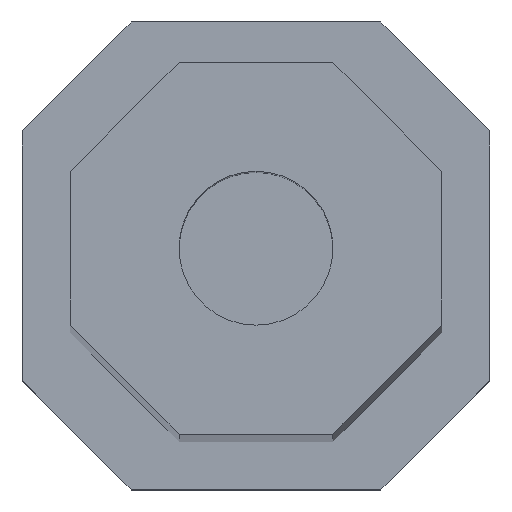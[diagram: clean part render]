
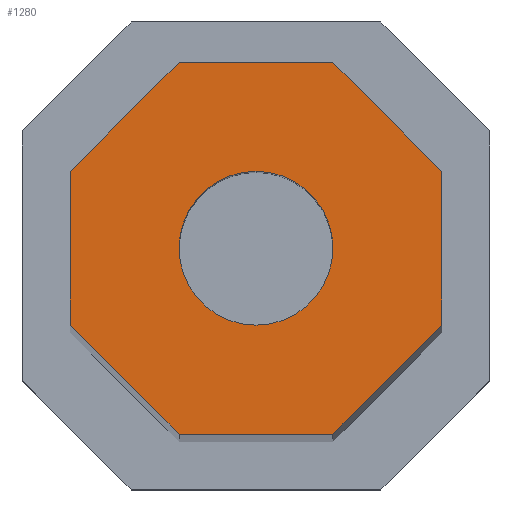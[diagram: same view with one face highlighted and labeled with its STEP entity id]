
A CAD part, top view. The second image highlights one B-rep face of the part: STEP entity #1280.
In plain terms, the highlighted planar face has unit normal (0, 0, 1).
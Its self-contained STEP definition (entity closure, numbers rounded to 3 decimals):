
#346 = PLANE('',#347);
#347 = AXIS2_PLACEMENT_3D('',#348,#349,#350);
#348 = CARTESIAN_POINT('',(-2.9,2.9,0.));
#349 = DIRECTION('',(1.,0.,-0.));
#350 = DIRECTION('',(0.,-1.,0.));
#374 = PLANE('',#375);
#375 = AXIS2_PLACEMENT_3D('',#376,#377,#378);
#376 = CARTESIAN_POINT('',(-2.05,-2.05,0.));
#377 = DIRECTION('',(-0.707,-0.707,0.));
#378 = DIRECTION('',(-0.,-0.,-1.));
#402 = PLANE('',#403);
#403 = AXIS2_PLACEMENT_3D('',#404,#405,#406);
#404 = CARTESIAN_POINT('',(-2.9,-2.9,0.));
#405 = DIRECTION('',(0.,1.,0.));
#406 = DIRECTION('',(1.,0.,0.));
#430 = PLANE('',#431);
#431 = AXIS2_PLACEMENT_3D('',#432,#433,#434);
#432 = CARTESIAN_POINT('',(2.05,-2.05,0.));
#433 = DIRECTION('',(0.707,-0.707,0.));
#434 = DIRECTION('',(0.,0.,1.));
#458 = PLANE('',#459);
#459 = AXIS2_PLACEMENT_3D('',#460,#461,#462);
#460 = CARTESIAN_POINT('',(2.9,-2.9,0.));
#461 = DIRECTION('',(-1.,0.,0.));
#462 = DIRECTION('',(0.,1.,0.));
#486 = PLANE('',#487);
#487 = AXIS2_PLACEMENT_3D('',#488,#489,#490);
#488 = CARTESIAN_POINT('',(2.05,2.05,0.));
#489 = DIRECTION('',(0.707,0.707,0.));
#490 = DIRECTION('',(0.,-0.,1.));
#514 = PLANE('',#515);
#515 = AXIS2_PLACEMENT_3D('',#516,#517,#518);
#516 = CARTESIAN_POINT('',(2.9,2.9,0.));
#517 = DIRECTION('',(0.,-1.,0.));
#518 = DIRECTION('',(-1.,0.,0.));
#540 = PLANE('',#541);
#541 = AXIS2_PLACEMENT_3D('',#542,#543,#544);
#542 = CARTESIAN_POINT('',(-2.05,2.05,0.));
#543 = DIRECTION('',(-0.707,0.707,0.));
#544 = DIRECTION('',(0.,0.,1.));
#889 = VERTEX_POINT('',#890);
#890 = CARTESIAN_POINT('',(-2.9,1.2,68.7));
#911 = EDGE_CURVE('',#889,#912,#914,.T.);
#912 = VERTEX_POINT('',#913);
#913 = CARTESIAN_POINT('',(-2.9,-1.2,68.7));
#914 = SURFACE_CURVE('',#915,(#919,#926),.PCURVE_S1.);
#915 = LINE('',#916,#917);
#916 = CARTESIAN_POINT('',(-2.9,2.9,68.7));
#917 = VECTOR('',#918,1.);
#918 = DIRECTION('',(0.,-1.,0.));
#919 = PCURVE('',#346,#920);
#920 = DEFINITIONAL_REPRESENTATION('',(#921),#925);
#921 = LINE('',#922,#923);
#922 = CARTESIAN_POINT('',(0.,-68.7));
#923 = VECTOR('',#924,1.);
#924 = DIRECTION('',(1.,0.));
#925 = ( GEOMETRIC_REPRESENTATION_CONTEXT(2) 
PARAMETRIC_REPRESENTATION_CONTEXT() REPRESENTATION_CONTEXT('2D SPACE',''
  ) );
#926 = PCURVE('',#927,#932);
#927 = PLANE('',#928);
#928 = AXIS2_PLACEMENT_3D('',#929,#930,#931);
#929 = CARTESIAN_POINT('',(0.,0.,68.7));
#930 = DIRECTION('',(0.,0.,1.));
#931 = DIRECTION('',(1.,0.,-0.));
#932 = DEFINITIONAL_REPRESENTATION('',(#933),#937);
#933 = LINE('',#934,#935);
#934 = CARTESIAN_POINT('',(-2.9,2.9));
#935 = VECTOR('',#936,1.);
#936 = DIRECTION('',(0.,-1.));
#937 = ( GEOMETRIC_REPRESENTATION_CONTEXT(2) 
PARAMETRIC_REPRESENTATION_CONTEXT() REPRESENTATION_CONTEXT('2D SPACE',''
  ) );
#965 = EDGE_CURVE('',#889,#966,#968,.T.);
#966 = VERTEX_POINT('',#967);
#967 = CARTESIAN_POINT('',(-1.2,2.9,68.7));
#968 = SURFACE_CURVE('',#969,(#973,#980),.PCURVE_S1.);
#969 = LINE('',#970,#971);
#970 = CARTESIAN_POINT('',(-2.05,2.05,68.7));
#971 = VECTOR('',#972,1.);
#972 = DIRECTION('',(0.707,0.707,-0.));
#973 = PCURVE('',#540,#974);
#974 = DEFINITIONAL_REPRESENTATION('',(#975),#979);
#975 = LINE('',#976,#977);
#976 = CARTESIAN_POINT('',(68.7,0.));
#977 = VECTOR('',#978,1.);
#978 = DIRECTION('',(0.,1.));
#979 = ( GEOMETRIC_REPRESENTATION_CONTEXT(2) 
PARAMETRIC_REPRESENTATION_CONTEXT() REPRESENTATION_CONTEXT('2D SPACE',''
  ) );
#980 = PCURVE('',#927,#981);
#981 = DEFINITIONAL_REPRESENTATION('',(#982),#986);
#982 = LINE('',#983,#984);
#983 = CARTESIAN_POINT('',(-2.05,2.05));
#984 = VECTOR('',#985,1.);
#985 = DIRECTION('',(0.707,0.707));
#986 = ( GEOMETRIC_REPRESENTATION_CONTEXT(2) 
PARAMETRIC_REPRESENTATION_CONTEXT() REPRESENTATION_CONTEXT('2D SPACE',''
  ) );
#1014 = EDGE_CURVE('',#912,#1015,#1017,.T.);
#1015 = VERTEX_POINT('',#1016);
#1016 = CARTESIAN_POINT('',(-1.2,-2.9,68.7));
#1017 = SURFACE_CURVE('',#1018,(#1022,#1029),.PCURVE_S1.);
#1018 = LINE('',#1019,#1020);
#1019 = CARTESIAN_POINT('',(-2.05,-2.05,68.7));
#1020 = VECTOR('',#1021,1.);
#1021 = DIRECTION('',(0.707,-0.707,0.));
#1022 = PCURVE('',#374,#1023);
#1023 = DEFINITIONAL_REPRESENTATION('',(#1024),#1028);
#1024 = LINE('',#1025,#1026);
#1025 = CARTESIAN_POINT('',(-68.7,0.));
#1026 = VECTOR('',#1027,1.);
#1027 = DIRECTION('',(-0.,1.));
#1028 = ( GEOMETRIC_REPRESENTATION_CONTEXT(2) 
PARAMETRIC_REPRESENTATION_CONTEXT() REPRESENTATION_CONTEXT('2D SPACE',''
  ) );
#1029 = PCURVE('',#927,#1030);
#1030 = DEFINITIONAL_REPRESENTATION('',(#1031),#1035);
#1031 = LINE('',#1032,#1033);
#1032 = CARTESIAN_POINT('',(-2.05,-2.05));
#1033 = VECTOR('',#1034,1.);
#1034 = DIRECTION('',(0.707,-0.707));
#1035 = ( GEOMETRIC_REPRESENTATION_CONTEXT(2) 
PARAMETRIC_REPRESENTATION_CONTEXT() REPRESENTATION_CONTEXT('2D SPACE',''
  ) );
#1063 = VERTEX_POINT('',#1064);
#1064 = CARTESIAN_POINT('',(1.2,2.9,68.7));
#1085 = EDGE_CURVE('',#1063,#966,#1086,.T.);
#1086 = SURFACE_CURVE('',#1087,(#1091,#1098),.PCURVE_S1.);
#1087 = LINE('',#1088,#1089);
#1088 = CARTESIAN_POINT('',(2.9,2.9,68.7));
#1089 = VECTOR('',#1090,1.);
#1090 = DIRECTION('',(-1.,0.,0.));
#1091 = PCURVE('',#514,#1092);
#1092 = DEFINITIONAL_REPRESENTATION('',(#1093),#1097);
#1093 = LINE('',#1094,#1095);
#1094 = CARTESIAN_POINT('',(0.,-68.7));
#1095 = VECTOR('',#1096,1.);
#1096 = DIRECTION('',(1.,0.));
#1097 = ( GEOMETRIC_REPRESENTATION_CONTEXT(2) 
PARAMETRIC_REPRESENTATION_CONTEXT() REPRESENTATION_CONTEXT('2D SPACE',''
  ) );
#1098 = PCURVE('',#927,#1099);
#1099 = DEFINITIONAL_REPRESENTATION('',(#1100),#1104);
#1100 = LINE('',#1101,#1102);
#1101 = CARTESIAN_POINT('',(2.9,2.9));
#1102 = VECTOR('',#1103,1.);
#1103 = DIRECTION('',(-1.,0.));
#1104 = ( GEOMETRIC_REPRESENTATION_CONTEXT(2) 
PARAMETRIC_REPRESENTATION_CONTEXT() REPRESENTATION_CONTEXT('2D SPACE',''
  ) );
#1112 = EDGE_CURVE('',#1015,#1113,#1115,.T.);
#1113 = VERTEX_POINT('',#1114);
#1114 = CARTESIAN_POINT('',(1.2,-2.9,68.7));
#1115 = SURFACE_CURVE('',#1116,(#1120,#1127),.PCURVE_S1.);
#1116 = LINE('',#1117,#1118);
#1117 = CARTESIAN_POINT('',(-2.9,-2.9,68.7));
#1118 = VECTOR('',#1119,1.);
#1119 = DIRECTION('',(1.,0.,0.));
#1120 = PCURVE('',#402,#1121);
#1121 = DEFINITIONAL_REPRESENTATION('',(#1122),#1126);
#1122 = LINE('',#1123,#1124);
#1123 = CARTESIAN_POINT('',(0.,-68.7));
#1124 = VECTOR('',#1125,1.);
#1125 = DIRECTION('',(1.,0.));
#1126 = ( GEOMETRIC_REPRESENTATION_CONTEXT(2) 
PARAMETRIC_REPRESENTATION_CONTEXT() REPRESENTATION_CONTEXT('2D SPACE',''
  ) );
#1127 = PCURVE('',#927,#1128);
#1128 = DEFINITIONAL_REPRESENTATION('',(#1129),#1133);
#1129 = LINE('',#1130,#1131);
#1130 = CARTESIAN_POINT('',(-2.9,-2.9));
#1131 = VECTOR('',#1132,1.);
#1132 = DIRECTION('',(1.,0.));
#1133 = ( GEOMETRIC_REPRESENTATION_CONTEXT(2) 
PARAMETRIC_REPRESENTATION_CONTEXT() REPRESENTATION_CONTEXT('2D SPACE',''
  ) );
#1161 = EDGE_CURVE('',#1063,#1162,#1164,.T.);
#1162 = VERTEX_POINT('',#1163);
#1163 = CARTESIAN_POINT('',(2.9,1.2,68.7));
#1164 = SURFACE_CURVE('',#1165,(#1169,#1176),.PCURVE_S1.);
#1165 = LINE('',#1166,#1167);
#1166 = CARTESIAN_POINT('',(2.05,2.05,68.7));
#1167 = VECTOR('',#1168,1.);
#1168 = DIRECTION('',(0.707,-0.707,0.));
#1169 = PCURVE('',#486,#1170);
#1170 = DEFINITIONAL_REPRESENTATION('',(#1171),#1175);
#1171 = LINE('',#1172,#1173);
#1172 = CARTESIAN_POINT('',(68.7,0.));
#1173 = VECTOR('',#1174,1.);
#1174 = DIRECTION('',(0.,1.));
#1175 = ( GEOMETRIC_REPRESENTATION_CONTEXT(2) 
PARAMETRIC_REPRESENTATION_CONTEXT() REPRESENTATION_CONTEXT('2D SPACE',''
  ) );
#1176 = PCURVE('',#927,#1177);
#1177 = DEFINITIONAL_REPRESENTATION('',(#1178),#1182);
#1178 = LINE('',#1179,#1180);
#1179 = CARTESIAN_POINT('',(2.05,2.05));
#1180 = VECTOR('',#1181,1.);
#1181 = DIRECTION('',(0.707,-0.707));
#1182 = ( GEOMETRIC_REPRESENTATION_CONTEXT(2) 
PARAMETRIC_REPRESENTATION_CONTEXT() REPRESENTATION_CONTEXT('2D SPACE',''
  ) );
#1210 = VERTEX_POINT('',#1211);
#1211 = CARTESIAN_POINT('',(2.9,-1.2,68.7));
#1232 = EDGE_CURVE('',#1210,#1113,#1233,.T.);
#1233 = SURFACE_CURVE('',#1234,(#1238,#1245),.PCURVE_S1.);
#1234 = LINE('',#1235,#1236);
#1235 = CARTESIAN_POINT('',(2.05,-2.05,68.7));
#1236 = VECTOR('',#1237,1.);
#1237 = DIRECTION('',(-0.707,-0.707,0.));
#1238 = PCURVE('',#430,#1239);
#1239 = DEFINITIONAL_REPRESENTATION('',(#1240),#1244);
#1240 = LINE('',#1241,#1242);
#1241 = CARTESIAN_POINT('',(68.7,0.));
#1242 = VECTOR('',#1243,1.);
#1243 = DIRECTION('',(0.,1.));
#1244 = ( GEOMETRIC_REPRESENTATION_CONTEXT(2) 
PARAMETRIC_REPRESENTATION_CONTEXT() REPRESENTATION_CONTEXT('2D SPACE',''
  ) );
#1245 = PCURVE('',#927,#1246);
#1246 = DEFINITIONAL_REPRESENTATION('',(#1247),#1251);
#1247 = LINE('',#1248,#1249);
#1248 = CARTESIAN_POINT('',(2.05,-2.05));
#1249 = VECTOR('',#1250,1.);
#1250 = DIRECTION('',(-0.707,-0.707));
#1251 = ( GEOMETRIC_REPRESENTATION_CONTEXT(2) 
PARAMETRIC_REPRESENTATION_CONTEXT() REPRESENTATION_CONTEXT('2D SPACE',''
  ) );
#1259 = EDGE_CURVE('',#1210,#1162,#1260,.T.);
#1260 = SURFACE_CURVE('',#1261,(#1265,#1272),.PCURVE_S1.);
#1261 = LINE('',#1262,#1263);
#1262 = CARTESIAN_POINT('',(2.9,-2.9,68.7));
#1263 = VECTOR('',#1264,1.);
#1264 = DIRECTION('',(0.,1.,0.));
#1265 = PCURVE('',#458,#1266);
#1266 = DEFINITIONAL_REPRESENTATION('',(#1267),#1271);
#1267 = LINE('',#1268,#1269);
#1268 = CARTESIAN_POINT('',(0.,-68.7));
#1269 = VECTOR('',#1270,1.);
#1270 = DIRECTION('',(1.,0.));
#1271 = ( GEOMETRIC_REPRESENTATION_CONTEXT(2) 
PARAMETRIC_REPRESENTATION_CONTEXT() REPRESENTATION_CONTEXT('2D SPACE',''
  ) );
#1272 = PCURVE('',#927,#1273);
#1273 = DEFINITIONAL_REPRESENTATION('',(#1274),#1278);
#1274 = LINE('',#1275,#1276);
#1275 = CARTESIAN_POINT('',(2.9,-2.9));
#1276 = VECTOR('',#1277,1.);
#1277 = DIRECTION('',(0.,1.));
#1278 = ( GEOMETRIC_REPRESENTATION_CONTEXT(2) 
PARAMETRIC_REPRESENTATION_CONTEXT() REPRESENTATION_CONTEXT('2D SPACE',''
  ) );
#1280 = ADVANCED_FACE('',(#1281,#1291),#927,.T.);
#1281 = FACE_BOUND('',#1282,.T.);
#1282 = EDGE_LOOP('',(#1283,#1284,#1285,#1286,#1287,#1288,#1289,#1290));
#1283 = ORIENTED_EDGE('',*,*,#1112,.T.);
#1284 = ORIENTED_EDGE('',*,*,#1232,.F.);
#1285 = ORIENTED_EDGE('',*,*,#1259,.T.);
#1286 = ORIENTED_EDGE('',*,*,#1161,.F.);
#1287 = ORIENTED_EDGE('',*,*,#1085,.T.);
#1288 = ORIENTED_EDGE('',*,*,#965,.F.);
#1289 = ORIENTED_EDGE('',*,*,#911,.T.);
#1290 = ORIENTED_EDGE('',*,*,#1014,.T.);
#1291 = FACE_BOUND('',#1292,.T.);
#1292 = EDGE_LOOP('',(#1293));
#1293 = ORIENTED_EDGE('',*,*,#1294,.F.);
#1294 = EDGE_CURVE('',#1295,#1295,#1297,.T.);
#1295 = VERTEX_POINT('',#1296);
#1296 = CARTESIAN_POINT('',(1.2,0.,68.7));
#1297 = SURFACE_CURVE('',#1298,(#1303,#1310),.PCURVE_S1.);
#1298 = CIRCLE('',#1299,1.2);
#1299 = AXIS2_PLACEMENT_3D('',#1300,#1301,#1302);
#1300 = CARTESIAN_POINT('',(0.,0.,68.7));
#1301 = DIRECTION('',(0.,0.,1.));
#1302 = DIRECTION('',(1.,0.,0.));
#1303 = PCURVE('',#927,#1304);
#1304 = DEFINITIONAL_REPRESENTATION('',(#1305),#1309);
#1305 = CIRCLE('',#1306,1.2);
#1306 = AXIS2_PLACEMENT_2D('',#1307,#1308);
#1307 = CARTESIAN_POINT('',(0.,0.));
#1308 = DIRECTION('',(1.,0.));
#1309 = ( GEOMETRIC_REPRESENTATION_CONTEXT(2) 
PARAMETRIC_REPRESENTATION_CONTEXT() REPRESENTATION_CONTEXT('2D SPACE',''
  ) );
#1310 = PCURVE('',#1311,#1316);
#1311 = CYLINDRICAL_SURFACE('',#1312,1.2);
#1312 = AXIS2_PLACEMENT_3D('',#1313,#1314,#1315);
#1313 = CARTESIAN_POINT('',(0.,0.,68.7));
#1314 = DIRECTION('',(0.,0.,1.));
#1315 = DIRECTION('',(1.,0.,0.));
#1316 = DEFINITIONAL_REPRESENTATION('',(#1317),#1321);
#1317 = LINE('',#1318,#1319);
#1318 = CARTESIAN_POINT('',(0.,0.));
#1319 = VECTOR('',#1320,1.);
#1320 = DIRECTION('',(1.,0.));
#1321 = ( GEOMETRIC_REPRESENTATION_CONTEXT(2) 
PARAMETRIC_REPRESENTATION_CONTEXT() REPRESENTATION_CONTEXT('2D SPACE',''
  ) );
